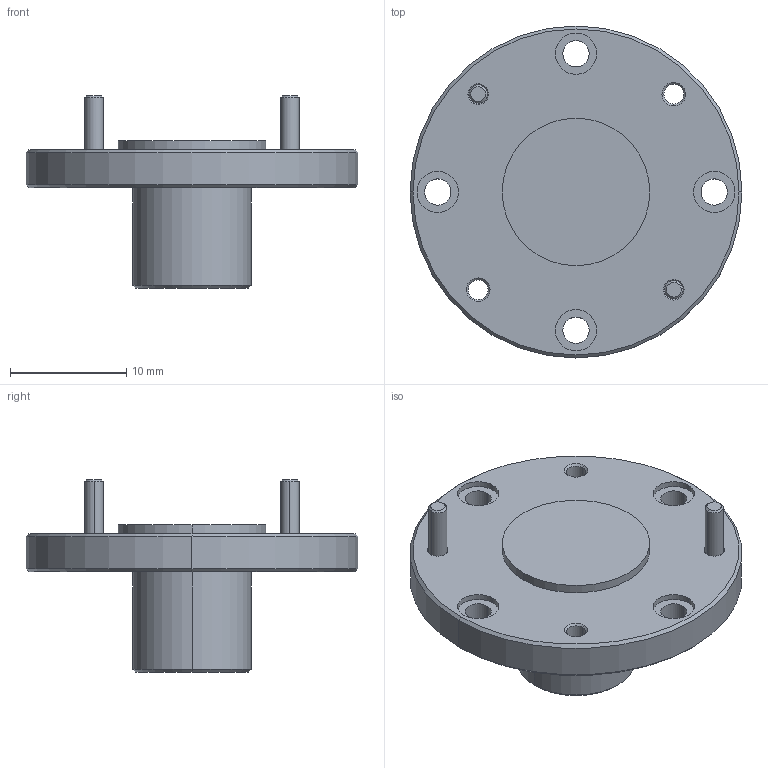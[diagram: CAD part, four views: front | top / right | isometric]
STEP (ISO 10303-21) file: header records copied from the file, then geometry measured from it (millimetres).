
FILE_DESCRIPTION (( 'STEP AP214' ), '1' );
FILE_NAME ('SWS-QU-F1.STEP', '2019-02-07T19:55:02', ( '' ), ( '' ), 'SwSTEP 2.0', 'SolidWorks 2016', '' );
FILE_SCHEMA (( 'AUTOMOTIVE_DESIGN' ));
Length unit declared in the file: inch
Products named in the file (1): SWS-QU-F1
Bounding box: 28.57 x 28.57 x 16.57 mm (x, y, z)
Volume: 2846.5 mm3; surface area: 2057.2 mm2
Topology: 3 solids, 3 shells, 68 faces, 146 edges, 90 vertices
Faces by surface type: cylinder 34, cone 22, plane 12
Entity records: 2842 total; most frequent: DIRECTION 374, CARTESIAN_POINT 305, ORIENTED_EDGE 292, AXIS2_PLACEMENT_3D 159, EDGE_CURVE 146, CIRCLE 90, VERTEX_POINT 90, EDGE_LOOP 90
